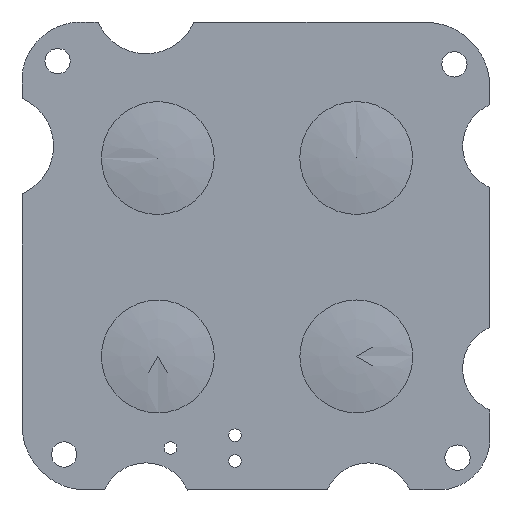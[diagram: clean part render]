
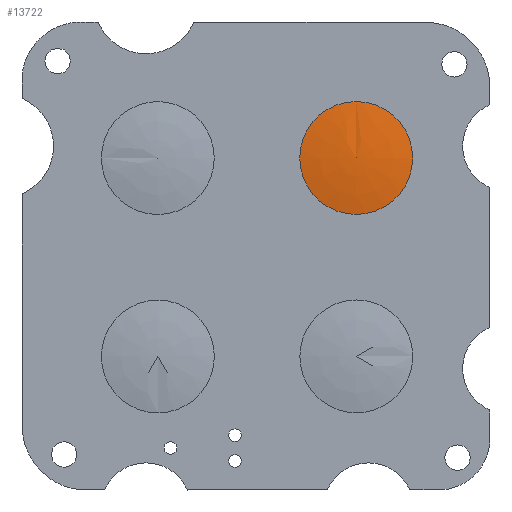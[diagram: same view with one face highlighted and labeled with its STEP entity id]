
A CAD part, front view. The second image highlights one B-rep face of the part: STEP entity #13722.
In plain terms, the highlighted free-form (B-spline) face has degree [3, 3] with [15, 4] control points.
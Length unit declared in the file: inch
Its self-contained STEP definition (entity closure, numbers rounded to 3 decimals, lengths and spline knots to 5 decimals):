
#398=B_SPLINE_SURFACE_WITH_KNOTS('',3,3,((#22023,#22024,#22025,#22026),
(#22027,#22028,#22029,#22030),(#22031,#22032,#22033,#22034),(#22035,#22036,
#22037,#22038),(#22039,#22040,#22041,#22042),(#22043,#22044,#22045,#22046),
(#22047,#22048,#22049,#22050),(#22051,#22052,#22053,#22054),(#22055,#22056,
#22057,#22058),(#22059,#22060,#22061,#22062),(#22063,#22064,#22065,#22066),
(#22067,#22068,#22069,#22070),(#22071,#22072,#22073,#22074),(#22075,#22076,
#22077,#22078),(#22079,#22080,#22081,#22082)),.UNSPECIFIED.,.T.,.F.,.F.,
(4,1,1,1,1,1,1,1,1,1,1,1,4),(4,4),(0.,0.08333,
0.16667,0.25,0.33333,0.41667,0.5,0.58333,
0.66667,0.75,0.83333,0.91667,1.),(0.,1.),
 .UNSPECIFIED.);
#432=B_SPLINE_CURVE_WITH_KNOTS('',3,(#22084,#22085,#22086,#22087),
 .UNSPECIFIED.,.F.,.F.,(4,4),(0.,1.),.UNSPECIFIED.);
#592=CIRCLE('',#14506,0.175);
#1341=FACE_OUTER_BOUND('',#1994,.T.);
#1994=EDGE_LOOP('',(#12569,#12570,#12571));
#7182=VERTEX_POINT('',#22021);
#7183=VERTEX_POINT('',#22083);
#8978=EDGE_CURVE('',#7182,#7182,#592,.T.);
#8979=EDGE_CURVE('',#7182,#7183,#432,.T.);
#12569=ORIENTED_EDGE('',*,*,#8978,.F.);
#12570=ORIENTED_EDGE('',*,*,#8979,.T.);
#12571=ORIENTED_EDGE('',*,*,#8979,.F.);
#13722=ADVANCED_FACE('',(#1341),#398,.F.);
#14506=AXIS2_PLACEMENT_3D('',#22022,#17673,#17674);
#17673=DIRECTION('center_axis',(0.,1.,0.));
#17674=DIRECTION('ref_axis',(0.,0.,-1.));
#22021=CARTESIAN_POINT('',(0.30751,0.,0.48277));
#22022=CARTESIAN_POINT('Origin',(0.30751,0.,0.30777));
#22023=CARTESIAN_POINT('Ctrl Pts',(0.30751,0.,0.4828));
#22024=CARTESIAN_POINT('Ctrl Pts',(0.30751,-0.00933,
0.42446));
#22025=CARTESIAN_POINT('Ctrl Pts',(0.30751,-0.014,
0.36611));
#22026=CARTESIAN_POINT('Ctrl Pts',(0.30751,-0.014,
0.30777));
#22027=CARTESIAN_POINT('Ctrl Pts',(0.33805,0.,0.4828));
#22028=CARTESIAN_POINT('Ctrl Pts',(0.32787,-0.00933,
0.42446));
#22029=CARTESIAN_POINT('Ctrl Pts',(0.31768,-0.014,
0.36611));
#22030=CARTESIAN_POINT('Ctrl Pts',(0.30751,-0.014,
0.30777));
#22031=CARTESIAN_POINT('Ctrl Pts',(0.39913,0.,0.46645));
#22032=CARTESIAN_POINT('Ctrl Pts',(0.3686,-0.00933,
0.41358));
#22033=CARTESIAN_POINT('Ctrl Pts',(0.33803,-0.014,0.36065));
#22034=CARTESIAN_POINT('Ctrl Pts',(0.30751,-0.014,0.30777));
#22035=CARTESIAN_POINT('Ctrl Pts',(0.46615,0.,0.39937));
#22036=CARTESIAN_POINT('Ctrl Pts',(0.41328,-0.00933,
0.36884));
#22037=CARTESIAN_POINT('Ctrl Pts',(0.36038,-0.014,0.3383));
#22038=CARTESIAN_POINT('Ctrl Pts',(0.30751,-0.014,0.30777));
#22039=CARTESIAN_POINT('Ctrl Pts',(0.4907,0.,0.30777));
#22040=CARTESIAN_POINT('Ctrl Pts',(0.42962,-0.00933,
0.30777));
#22041=CARTESIAN_POINT('Ctrl Pts',(0.36859,-0.014,0.30778));
#22042=CARTESIAN_POINT('Ctrl Pts',(0.30751,-0.014,0.30777));
#22043=CARTESIAN_POINT('Ctrl Pts',(0.46615,0.,0.21618));
#22044=CARTESIAN_POINT('Ctrl Pts',(0.41328,-0.00933,
0.24671));
#22045=CARTESIAN_POINT('Ctrl Pts',(0.36038,-0.014,0.27725));
#22046=CARTESIAN_POINT('Ctrl Pts',(0.30751,-0.014,0.30777));
#22047=CARTESIAN_POINT('Ctrl Pts',(0.39913,0.,0.14909));
#22048=CARTESIAN_POINT('Ctrl Pts',(0.3686,-0.00933,
0.20196));
#22049=CARTESIAN_POINT('Ctrl Pts',(0.33803,-0.014,0.25491));
#22050=CARTESIAN_POINT('Ctrl Pts',(0.30751,-0.014,0.30777));
#22051=CARTESIAN_POINT('Ctrl Pts',(0.30751,0.,0.12457));
#22052=CARTESIAN_POINT('Ctrl Pts',(0.30751,-0.00933,
0.18565));
#22053=CARTESIAN_POINT('Ctrl Pts',(0.30751,-0.014,0.2467));
#22054=CARTESIAN_POINT('Ctrl Pts',(0.30751,-0.014,0.30777));
#22055=CARTESIAN_POINT('Ctrl Pts',(0.21589,0.,0.14909));
#22056=CARTESIAN_POINT('Ctrl Pts',(0.24642,-0.00933,
0.20196));
#22057=CARTESIAN_POINT('Ctrl Pts',(0.27698,-0.014,0.25491));
#22058=CARTESIAN_POINT('Ctrl Pts',(0.30751,-0.014,0.30777));
#22059=CARTESIAN_POINT('Ctrl Pts',(0.14887,0.,0.21618));
#22060=CARTESIAN_POINT('Ctrl Pts',(0.20174,-0.00933,
0.24671));
#22061=CARTESIAN_POINT('Ctrl Pts',(0.25464,-0.014,0.27725));
#22062=CARTESIAN_POINT('Ctrl Pts',(0.30751,-0.014,0.30777));
#22063=CARTESIAN_POINT('Ctrl Pts',(0.12432,0.,0.30777));
#22064=CARTESIAN_POINT('Ctrl Pts',(0.1854,-0.00933,
0.30777));
#22065=CARTESIAN_POINT('Ctrl Pts',(0.24643,-0.014,0.30778));
#22066=CARTESIAN_POINT('Ctrl Pts',(0.30751,-0.014,0.30777));
#22067=CARTESIAN_POINT('Ctrl Pts',(0.14887,0.,0.39937));
#22068=CARTESIAN_POINT('Ctrl Pts',(0.20174,-0.00933,
0.36884));
#22069=CARTESIAN_POINT('Ctrl Pts',(0.25464,-0.014,0.3383));
#22070=CARTESIAN_POINT('Ctrl Pts',(0.30751,-0.014,0.30777));
#22071=CARTESIAN_POINT('Ctrl Pts',(0.21589,0.,0.46645));
#22072=CARTESIAN_POINT('Ctrl Pts',(0.24641,-0.00933,
0.41358));
#22073=CARTESIAN_POINT('Ctrl Pts',(0.27698,-0.014,0.36065));
#22074=CARTESIAN_POINT('Ctrl Pts',(0.30751,-0.014,0.30777));
#22075=CARTESIAN_POINT('Ctrl Pts',(0.27697,0.,0.4828));
#22076=CARTESIAN_POINT('Ctrl Pts',(0.28714,-0.00933,
0.42446));
#22077=CARTESIAN_POINT('Ctrl Pts',(0.29733,-0.014,
0.36611));
#22078=CARTESIAN_POINT('Ctrl Pts',(0.30751,-0.014,
0.30777));
#22079=CARTESIAN_POINT('Ctrl Pts',(0.30751,0.,0.4828));
#22080=CARTESIAN_POINT('Ctrl Pts',(0.30751,-0.00933,
0.42446));
#22081=CARTESIAN_POINT('Ctrl Pts',(0.30751,-0.014,
0.36611));
#22082=CARTESIAN_POINT('Ctrl Pts',(0.30751,-0.014,
0.30777));
#22083=CARTESIAN_POINT('',(0.30751,-0.014,0.30777));
#22084=CARTESIAN_POINT('Ctrl Pts',(0.30751,0.,0.4828));
#22085=CARTESIAN_POINT('Ctrl Pts',(0.30751,-0.00933,
0.42446));
#22086=CARTESIAN_POINT('Ctrl Pts',(0.30751,-0.014,
0.36611));
#22087=CARTESIAN_POINT('Ctrl Pts',(0.30751,-0.014,
0.30777));
